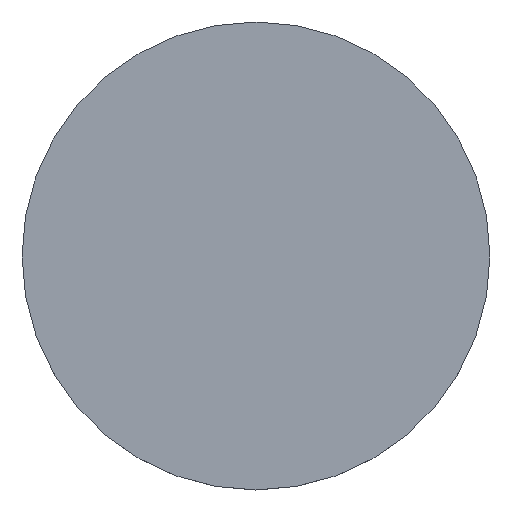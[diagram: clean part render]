
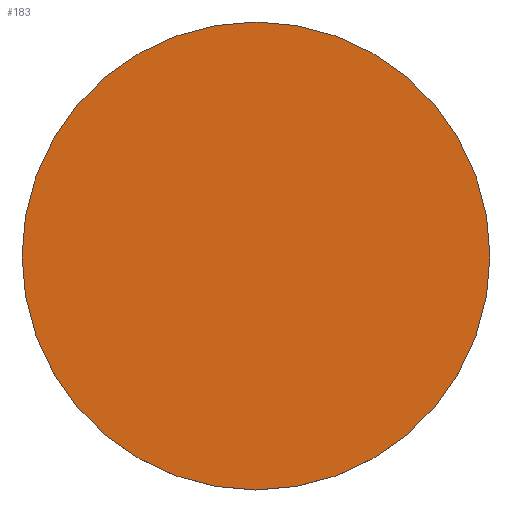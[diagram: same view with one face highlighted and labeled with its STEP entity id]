
A CAD part, top view. The second image highlights one B-rep face of the part: STEP entity #183.
In plain terms, the highlighted planar face has unit normal (0, 0, 1).
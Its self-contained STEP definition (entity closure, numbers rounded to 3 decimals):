
#2 = DIRECTION ( 'NONE',  ( 0., 0., -1. ) ) ;
#3 = PLANE ( 'NONE',  #98 ) ;
#6 = FACE_OUTER_BOUND ( 'NONE', #105, .T. ) ;
#27 = DIRECTION ( 'NONE',  ( 1., 0., 0. ) ) ;
#44 = CIRCLE ( 'NONE', #176, 25.4 ) ;
#59 = CARTESIAN_POINT ( 'NONE',  ( 25.4, 0., 5.6 ) ) ;
#72 = DIRECTION ( 'NONE',  ( 1., 0., 0. ) ) ;
#77 = DIRECTION ( 'NONE',  ( 0., 0., -1. ) ) ;
#91 = EDGE_CURVE ( 'NONE', #166, #178, #234, .T. ) ;
#98 = AXIS2_PLACEMENT_3D ( 'NONE', #219, #136, #27 ) ;
#105 = EDGE_LOOP ( 'NONE', ( #227, #224 ) ) ;
#111 = CARTESIAN_POINT ( 'NONE',  ( -25.4, 0., 5.6 ) ) ;
#113 = CARTESIAN_POINT ( 'NONE',  ( 0., 0., 5.6 ) ) ;
#136 = DIRECTION ( 'NONE',  ( 0., 0., 1. ) ) ;
#142 = DIRECTION ( 'NONE',  ( 1., 0., 0. ) ) ;
#146 = EDGE_CURVE ( 'NONE', #178, #166, #44, .T. ) ;
#166 = VERTEX_POINT ( 'NONE', #111 ) ;
#176 = AXIS2_PLACEMENT_3D ( 'NONE', #113, #2, #72 ) ;
#178 = VERTEX_POINT ( 'NONE', #59 ) ;
#183 = ADVANCED_FACE ( 'NONE', ( #6 ), #3, .T. ) ;
#209 = AXIS2_PLACEMENT_3D ( 'NONE', #231, #77, #142 ) ;
#219 = CARTESIAN_POINT ( 'NONE',  ( 0., 52.02, 5.6 ) ) ;
#224 = ORIENTED_EDGE ( 'NONE', *, *, #91, .F. ) ;
#227 = ORIENTED_EDGE ( 'NONE', *, *, #146, .F. ) ;
#231 = CARTESIAN_POINT ( 'NONE',  ( 0., 0., 5.6 ) ) ;
#234 = CIRCLE ( 'NONE', #209, 25.4 ) ;
